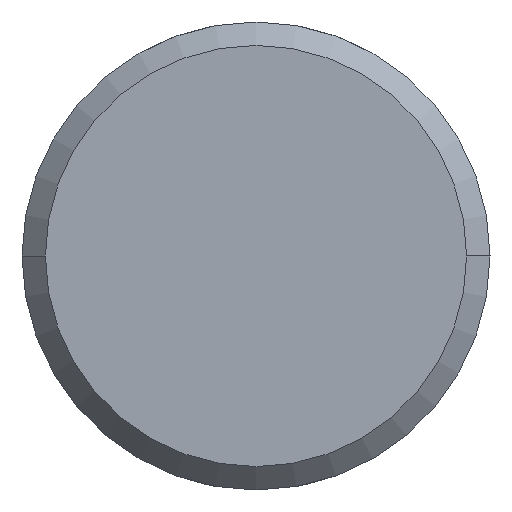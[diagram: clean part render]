
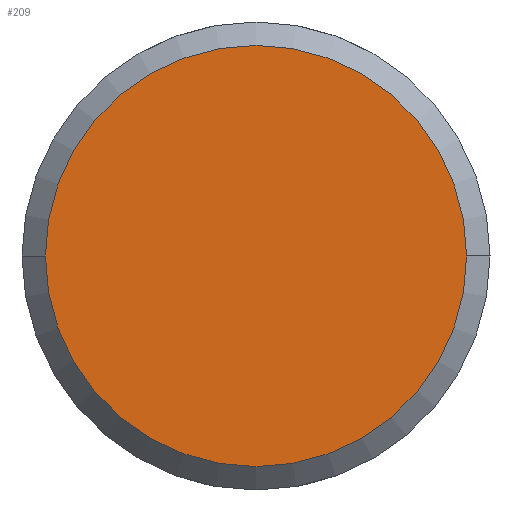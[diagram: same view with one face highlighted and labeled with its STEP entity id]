
A CAD part, left-side view. The second image highlights one B-rep face of the part: STEP entity #209.
In plain terms, the highlighted planar face has unit normal (-1, 0, 0).
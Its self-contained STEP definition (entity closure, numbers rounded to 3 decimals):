
#5 = EDGE_LOOP ( 'NONE', ( #183, #24 ) ) ;
#24 = ORIENTED_EDGE ( 'NONE', *, *, #48, .T. ) ;
#31 = AXIS2_PLACEMENT_3D ( 'NONE', #214, #133, #76 ) ;
#37 = CIRCLE ( 'NONE', #188, 4.5 ) ;
#42 = DIRECTION ( 'NONE',  ( 0., -1., 0. ) ) ;
#48 = EDGE_CURVE ( 'NONE', #185, #144, #37, .T. ) ;
#68 = CIRCLE ( 'NONE', #215, 4.5 ) ;
#69 = CARTESIAN_POINT ( 'NONE',  ( 0., 0., 0. ) ) ;
#74 = FACE_OUTER_BOUND ( 'NONE', #5, .T. ) ;
#76 = DIRECTION ( 'NONE',  ( 0., -1., 0. ) ) ;
#86 = DIRECTION ( 'NONE',  ( 0., -1., 0. ) ) ;
#105 = CARTESIAN_POINT ( 'NONE',  ( 0., 0., 0. ) ) ;
#108 = DIRECTION ( 'NONE',  ( -1., 0., 0. ) ) ;
#119 = EDGE_CURVE ( 'NONE', #144, #185, #68, .T. ) ;
#133 = DIRECTION ( 'NONE',  ( -1., 0., 0. ) ) ;
#144 = VERTEX_POINT ( 'NONE', #161 ) ;
#150 = PLANE ( 'NONE',  #31 ) ;
#161 = CARTESIAN_POINT ( 'NONE',  ( 0., 4.5, 0. ) ) ;
#183 = ORIENTED_EDGE ( 'NONE', *, *, #119, .T. ) ;
#185 = VERTEX_POINT ( 'NONE', #200 ) ;
#188 = AXIS2_PLACEMENT_3D ( 'NONE', #69, #108, #86 ) ;
#189 = DIRECTION ( 'NONE',  ( -1., 0., 0. ) ) ;
#200 = CARTESIAN_POINT ( 'NONE',  ( 0., -4.5, 0. ) ) ;
#209 = ADVANCED_FACE ( 'NONE', ( #74 ), #150, .T. ) ;
#214 = CARTESIAN_POINT ( 'NONE',  ( 0., 0., 0. ) ) ;
#215 = AXIS2_PLACEMENT_3D ( 'NONE', #105, #189, #42 ) ;
